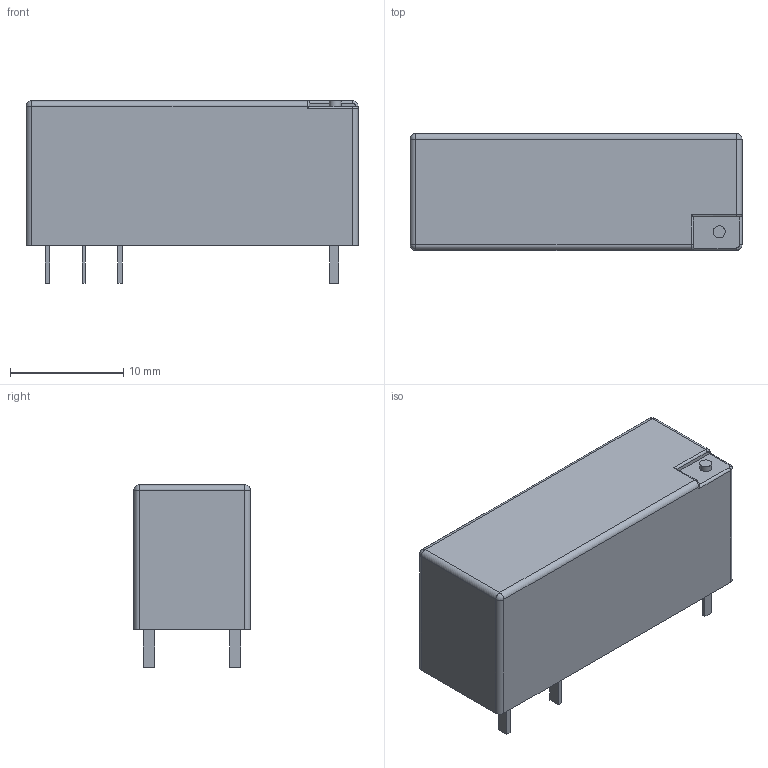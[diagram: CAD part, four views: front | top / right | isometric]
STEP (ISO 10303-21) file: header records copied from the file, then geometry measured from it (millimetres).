
FILE_DESCRIPTION (( 'STEP AP214' ), '1' );
FILE_NAME ('RELAY-TH_JSXX-K.step', '2022-07-09T13:40:44', ( '' ), ( '' ), 'SwSTEP 2.0', 'SolidWorks 2020', '' );
FILE_SCHEMA (( 'AUTOMOTIVE_DESIGN' ));
Length unit declared in the file: millimetre
Products named in the file (1): RELAY-TH_JSXX-K
Bounding box: 29.3 x 10.31 x 16.1 mm (x, y, z)
Volume: 3854.9 mm3; surface area: 1636.2 mm2
Topology: 1 solids, 1 shells, 340 faces, 901 edges, 592 vertices
Faces by surface type: plane 206, bspline 112, cylinder 16, sphere 3, torus 3
Entity records: 14475 total; most frequent: CARTESIAN_POINT 3944, ORIENTED_EDGE 1796, DIRECTION 1154, EDGE_CURVE 898, VECTOR 638, LINE 638, VERTEX_POINT 592, EDGE_LOOP 372
